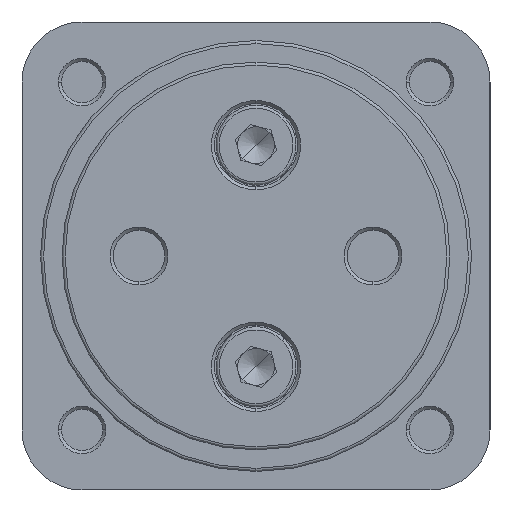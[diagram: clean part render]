
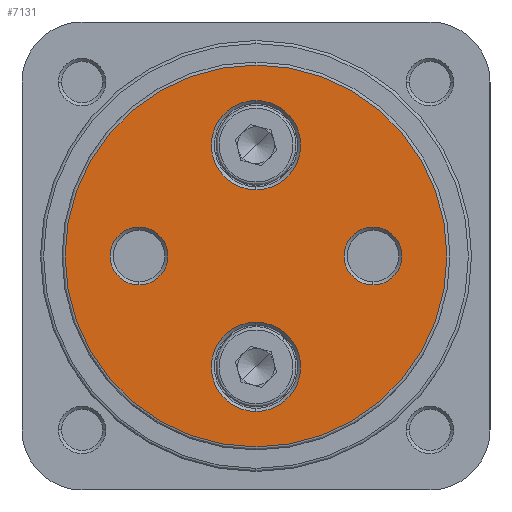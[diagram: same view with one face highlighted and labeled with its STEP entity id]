
A CAD part, left-side view. The second image highlights one B-rep face of the part: STEP entity #7131.
In plain terms, the highlighted planar face has unit normal (-1, 0, 0).
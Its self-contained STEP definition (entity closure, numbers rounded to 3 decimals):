
#247 = AXIS2_PLACEMENT_3D ( 'NONE', #8233, #8234, #8235 ) ;
#254 = AXIS2_PLACEMENT_3D ( 'NONE', #8255, #8256, #8257 ) ;
#256 = AXIS2_PLACEMENT_3D ( 'NONE', #8261, #8262, #8263 ) ;
#259 = AXIS2_PLACEMENT_3D ( 'NONE', #8270, #8271, #8272 ) ;
#306 = AXIS2_PLACEMENT_3D ( 'NONE', #2227, #2233, #2234 ) ;
#315 = AXIS2_PLACEMENT_3D ( 'NONE', #2300, #2301, #2302 ) ;
#318 = AXIS2_PLACEMENT_3D ( 'NONE', #2340, #2342, #2343 ) ;
#330 = AXIS2_PLACEMENT_3D ( 'NONE', #2388, #2389, #2390 ) ;
#576 = AXIS2_PLACEMENT_3D ( 'NONE', #4468, #4476, #4477 ) ;
#704 = AXIS2_PLACEMENT_3D ( 'NONE', #4981, #4946, #4984 ) ;
#741 = AXIS2_PLACEMENT_3D ( 'NONE', #5481, #5487, #5488 ) ;
#1363 = EDGE_LOOP ( 'NONE', ( #6521, #6525 ) ) ;
#1372 = EDGE_LOOP ( 'NONE', ( #6571, #6581 ) ) ;
#1374 = EDGE_LOOP ( 'NONE', ( #6558, #6548 ) ) ;
#1375 = EDGE_LOOP ( 'NONE', ( #6579, #6556 ) ) ;
#1376 = EDGE_LOOP ( 'NONE', ( #6552, #6577 ) ) ;
#1879 = CIRCLE ( 'NONE', #247, 7.25 ) ;
#1891 = CIRCLE ( 'NONE', #254, 7.25 ) ;
#1893 = CIRCLE ( 'NONE', #256, 4.7 ) ;
#1896 = CIRCLE ( 'NONE', #259, 31. ) ;
#2025 = CIRCLE ( 'NONE', #306, 4.7 ) ;
#2072 = CIRCLE ( 'NONE', #315, 7.25 ) ;
#2104 = CIRCLE ( 'NONE', #318, 4.7 ) ;
#2227 = CARTESIAN_POINT ( 'NONE',  ( 0., -19., 0. ) ) ;
#2233 = DIRECTION ( 'NONE',  ( 1., 0., 0. ) ) ;
#2234 = DIRECTION ( 'NONE',  ( 0., 0., -1. ) ) ;
#2300 = CARTESIAN_POINT ( 'NONE',  ( 0., 0., -18. ) ) ;
#2301 = DIRECTION ( 'NONE',  ( 1., 0., 0. ) ) ;
#2302 = DIRECTION ( 'NONE',  ( 0., 0., -1. ) ) ;
#2340 = CARTESIAN_POINT ( 'NONE',  ( 0., -19., 0. ) ) ;
#2342 = DIRECTION ( 'NONE',  ( 1., 0., 0. ) ) ;
#2343 = DIRECTION ( 'NONE',  ( 0., 0., -1. ) ) ;
#2388 = CARTESIAN_POINT ( 'NONE',  ( 0., 19., 0. ) ) ;
#2389 = DIRECTION ( 'NONE',  ( 1., 0., 0. ) ) ;
#2390 = DIRECTION ( 'NONE',  ( 0., 0., -1. ) ) ;
#3334 = CIRCLE ( 'NONE', #330, 4.7 ) ;
#4069 = FACE_BOUND ( 'NONE', #1374, .T. ) ;
#4071 = FACE_OUTER_BOUND ( 'NONE', #1372, .T. ) ;
#4072 = FACE_BOUND ( 'NONE', #1376, .T. ) ;
#4074 = FACE_BOUND ( 'NONE', #1363, .T. ) ;
#4076 = FACE_BOUND ( 'NONE', #1375, .T. ) ;
#4442 = PLANE ( 'NONE',  #576 ) ;
#4468 = CARTESIAN_POINT ( 'NONE',  ( 0., 0., 0. ) ) ;
#4476 = DIRECTION ( 'NONE',  ( 1., 0., 0. ) ) ;
#4477 = DIRECTION ( 'NONE',  ( 0., 0., -1. ) ) ;
#4946 = DIRECTION ( 'NONE',  ( 1., 0., 0. ) ) ;
#4981 = CARTESIAN_POINT ( 'NONE',  ( 0., 0., 18. ) ) ;
#4984 = DIRECTION ( 'NONE',  ( 0., 0., -1. ) ) ;
#5016 = CARTESIAN_POINT ( 'NONE',  ( 0., 0., 31. ) ) ;
#5017 = CARTESIAN_POINT ( 'NONE',  ( 0., 0., -31. ) ) ;
#5038 = CARTESIAN_POINT ( 'NONE',  ( 0., 0., 10.75 ) ) ;
#5039 = CARTESIAN_POINT ( 'NONE',  ( 0., 0., 25.25 ) ) ;
#5042 = CARTESIAN_POINT ( 'NONE',  ( 0., 0., -25.25 ) ) ;
#5043 = CARTESIAN_POINT ( 'NONE',  ( 0., 0., -10.75 ) ) ;
#5070 = CARTESIAN_POINT ( 'NONE',  ( 0., 19., -4.7 ) ) ;
#5071 = CARTESIAN_POINT ( 'NONE',  ( 0., 19., 4.7 ) ) ;
#5074 = CARTESIAN_POINT ( 'NONE',  ( 0., -19., -4.7 ) ) ;
#5075 = CARTESIAN_POINT ( 'NONE',  ( 0., -19., 4.7 ) ) ;
#5481 = CARTESIAN_POINT ( 'NONE',  ( 0., 0., 0. ) ) ;
#5487 = DIRECTION ( 'NONE',  ( -1., 0., 0. ) ) ;
#5488 = DIRECTION ( 'NONE',  ( 0., 0., -1. ) ) ;
#5719 = CIRCLE ( 'NONE', #704, 7.25 ) ;
#5785 = CIRCLE ( 'NONE', #741, 31. ) ;
#5998 = EDGE_CURVE ( 'NONE', #7417, #7418, #1879, .T. ) ;
#6007 = EDGE_CURVE ( 'NONE', #7413, #7414, #1891, .T. ) ;
#6009 = EDGE_CURVE ( 'NONE', #7445, #7446, #1893, .T. ) ;
#6012 = EDGE_CURVE ( 'NONE', #7392, #7391, #1896, .T. ) ;
#6099 = EDGE_CURVE ( 'NONE', #7449, #7450, #2025, .T. ) ;
#6128 = EDGE_CURVE ( 'NONE', #7418, #7417, #2072, .T. ) ;
#6146 = EDGE_CURVE ( 'NONE', #7450, #7449, #2104, .T. ) ;
#6166 = EDGE_CURVE ( 'NONE', #7446, #7445, #3334, .T. ) ;
#6521 = ORIENTED_EDGE ( 'NONE', *, *, #7366, .T. ) ;
#6525 = ORIENTED_EDGE ( 'NONE', *, *, #6007, .T. ) ;
#6548 = ORIENTED_EDGE ( 'NONE', *, *, #5998, .T. ) ;
#6552 = ORIENTED_EDGE ( 'NONE', *, *, #6166, .T. ) ;
#6556 = ORIENTED_EDGE ( 'NONE', *, *, #6099, .T. ) ;
#6558 = ORIENTED_EDGE ( 'NONE', *, *, #6128, .T. ) ;
#6571 = ORIENTED_EDGE ( 'NONE', *, *, #6012, .T. ) ;
#6577 = ORIENTED_EDGE ( 'NONE', *, *, #6009, .T. ) ;
#6579 = ORIENTED_EDGE ( 'NONE', *, *, #6146, .T. ) ;
#6581 = ORIENTED_EDGE ( 'NONE', *, *, #8397, .T. ) ;
#7131 = ADVANCED_FACE ( 'NONE', ( #4071, #4069, #4074, #4076, #4072 ), #4442, .F. ) ;
#7366 = EDGE_CURVE ( 'NONE', #7414, #7413, #5719, .T. ) ;
#7391 = VERTEX_POINT ( 'NONE', #5016 ) ;
#7392 = VERTEX_POINT ( 'NONE', #5017 ) ;
#7413 = VERTEX_POINT ( 'NONE', #5038 ) ;
#7414 = VERTEX_POINT ( 'NONE', #5039 ) ;
#7417 = VERTEX_POINT ( 'NONE', #5042 ) ;
#7418 = VERTEX_POINT ( 'NONE', #5043 ) ;
#7445 = VERTEX_POINT ( 'NONE', #5070 ) ;
#7446 = VERTEX_POINT ( 'NONE', #5071 ) ;
#7449 = VERTEX_POINT ( 'NONE', #5074 ) ;
#7450 = VERTEX_POINT ( 'NONE', #5075 ) ;
#8233 = CARTESIAN_POINT ( 'NONE',  ( 0., 0., -18. ) ) ;
#8234 = DIRECTION ( 'NONE',  ( 1., 0., 0. ) ) ;
#8235 = DIRECTION ( 'NONE',  ( 0., 0., -1. ) ) ;
#8255 = CARTESIAN_POINT ( 'NONE',  ( 0., 0., 18. ) ) ;
#8256 = DIRECTION ( 'NONE',  ( 1., 0., 0. ) ) ;
#8257 = DIRECTION ( 'NONE',  ( 0., 0., -1. ) ) ;
#8261 = CARTESIAN_POINT ( 'NONE',  ( 0., 19., 0. ) ) ;
#8262 = DIRECTION ( 'NONE',  ( 1., 0., 0. ) ) ;
#8263 = DIRECTION ( 'NONE',  ( 0., 0., -1. ) ) ;
#8270 = CARTESIAN_POINT ( 'NONE',  ( 0., 0., 0. ) ) ;
#8271 = DIRECTION ( 'NONE',  ( -1., 0., 0. ) ) ;
#8272 = DIRECTION ( 'NONE',  ( 0., 0., -1. ) ) ;
#8397 = EDGE_CURVE ( 'NONE', #7391, #7392, #5785, .T. ) ;
